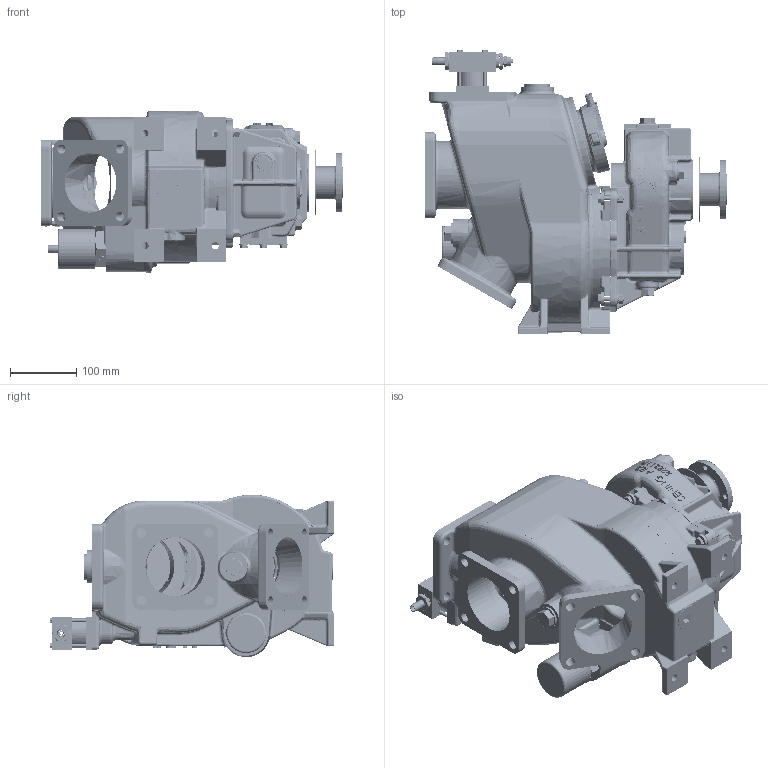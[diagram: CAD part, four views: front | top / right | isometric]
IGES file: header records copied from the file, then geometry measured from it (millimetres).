
Start section: SolidWorks IGES file using analytic representation for surfaces
Global section: file name: BETA2-..._21441.IGS; native system: SolidWorks 2010; preprocessor: SolidWorks 2010; author: larsenr; date: 140324.113847; units: millimetre
Bounding box: 455.97 x 429.5 x 245.02 mm (x, y, z)
Surface area: 859753.8 mm2 (no closed solid volume)
Topology: 0 solids, 0 shells, 2787 faces, 39596 edges, 39487 vertices
Faces by surface type: bspline 1688, revolution 1099
